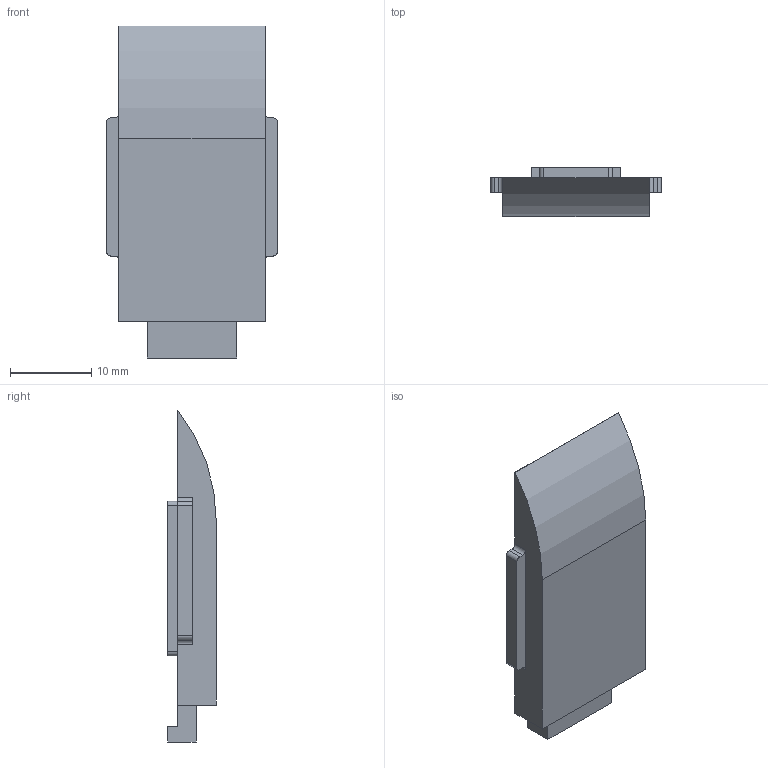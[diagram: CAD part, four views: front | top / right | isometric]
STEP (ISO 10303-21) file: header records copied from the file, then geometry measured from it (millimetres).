
FILE_DESCRIPTION (( 'STEP AP203' ), '1' );
FILE_NAME ('38-BODEN-V2A.step', '2024-02-21T07:58:19', ( '' ), ( '' ), 'SwSTEP 2.0', 'SolidWorks 2018', '' );
FILE_SCHEMA (( 'CONFIG_CONTROL_DESIGN' ));
Length unit declared in the file: millimetre
Products named in the file (3): 38-Boden-GU_38-BODEN-ZN0-GU; 38-Boden-XXX-OG_38-BODEN-V2A Teil1; 38-BODEN-V2A
Assembly tree (2 placements, depth 2):
  38-BODEN-V2A
    38-Boden-XXX-OG_38-BODEN-V2A Teil1
    38-Boden-GU_38-BODEN-ZN0-GU
Bounding box: 21 x 6 x 40.85 mm (x, y, z)
Volume: 3168.6 mm3; surface area: 2451.2 mm2
Topology: 2 solids, 2 shells, 356 faces, 960 edges, 640 vertices
Faces by surface type: plane 210, bspline 129, cylinder 17
Entity records: 17537 total; most frequent: CARTESIAN_POINT 9138, ORIENTED_EDGE 1920, DIRECTION 1200, EDGE_CURVE 960, VECTOR 668, LINE 668, VERTEX_POINT 640, EDGE_LOOP 388
